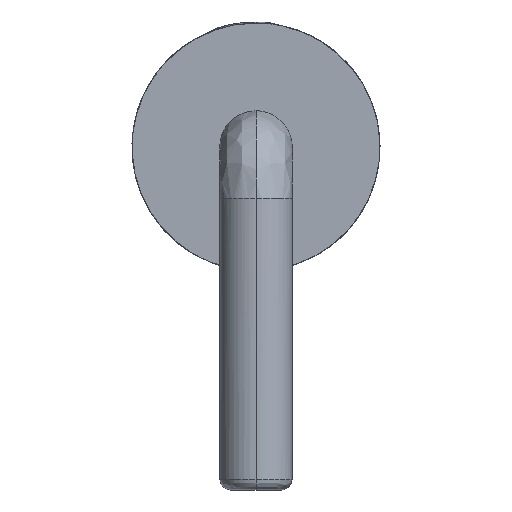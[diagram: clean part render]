
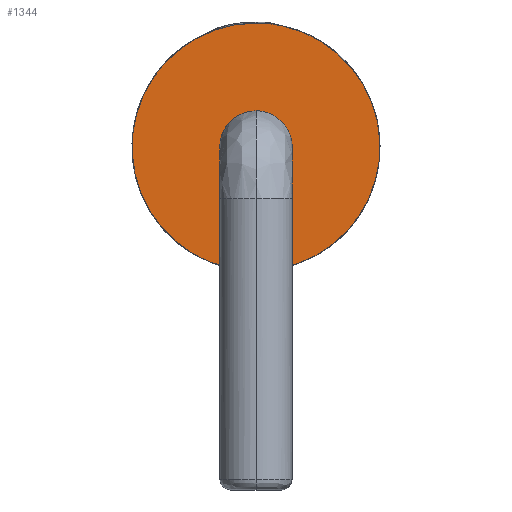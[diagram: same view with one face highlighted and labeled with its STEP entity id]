
A CAD part, left-side view. The second image highlights one B-rep face of the part: STEP entity #1344.
In plain terms, the highlighted free-form (B-spline) face has degree [1, 1] with [2, 2] control points.
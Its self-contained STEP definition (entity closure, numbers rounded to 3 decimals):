
#40 = CARTESIAN_POINT ( 'NONE',  ( -2.5, 0., 2.52 ) ) ;
#91 = CARTESIAN_POINT ( 'NONE',  ( -2.5, 0., 0.12 ) ) ;
#124 = EDGE_CURVE ( 'NONE', #1718, #2712, #325, .T. ) ;
#132 = CARTESIAN_POINT ( 'NONE',  ( -2.5, -0.315, 2.52 ) ) ;
#146 = CARTESIAN_POINT ( 'NONE',  ( -2.5, 0.315, 0.12 ) ) ;
#198 = CARTESIAN_POINT ( 'NONE',  ( -2.5, 1.214, 2.534 ) ) ;
#199 = EDGE_CURVE ( 'NONE', #1190, #703, #582, .T. ) ;
#221 = CARTESIAN_POINT ( 'NONE',  ( -2.5, 0., 0.97 ) ) ;
#233 = CARTESIAN_POINT ( 'NONE',  ( -2.5, 0.35, 1.32 ) ) ;
#255 = ORIENTED_EDGE ( 'NONE', *, *, #124, .T. ) ;
#325 = B_SPLINE_CURVE_WITH_KNOTS ( 'NONE', 3,
 ( #1682, #2343, #2326, #387, #1450, #1439, #2105, #1456, #146, #785 ),
 .UNSPECIFIED., .F., .F.,
 ( 4, 2, 2, 2, 4 ),
 ( 0., 0.785, 1.571, 2.356, 3.142 ),
 .UNSPECIFIED. ) ;
#345 = CARTESIAN_POINT ( 'NONE',  ( -2.5, -0.626, 0.249 ) ) ;
#387 = CARTESIAN_POINT ( 'NONE',  ( -2.5, 1.071, 1.946 ) ) ;
#403 = B_SPLINE_SURFACE_WITH_KNOTS ( 'NONE', 1, 1, ( 
 ( #2804, #198 ),
 ( #2372, #1938 ) ),
 .UNSPECIFIED., .F., .F., .F.,
 ( 2, 2 ),
 ( 2, 2 ),
 ( 0., 1. ),
 ( 0., 1. ),
 .UNSPECIFIED. ) ;
#582 =( BOUNDED_CURVE ( )  B_SPLINE_CURVE ( 3, ( #1193, #1207, #2119, #2092 ),
 .UNSPECIFIED., .F., .T. ) 
 B_SPLINE_CURVE_WITH_KNOTS ( ( 4, 4 ),
 ( -3.142, 0. ),
 .UNSPECIFIED. ) 
 CURVE ( )  GEOMETRIC_REPRESENTATION_ITEM ( )  RATIONAL_B_SPLINE_CURVE ( ( 1., 0.333, 0.333, 1. ) ) 
 REPRESENTATION_ITEM ( '' )  );
#684 = CARTESIAN_POINT ( 'NONE',  ( -2.5, 0., 1.67 ) ) ;
#703 = VERTEX_POINT ( 'NONE', #2154 ) ;
#739 = EDGE_CURVE ( 'NONE', #2712, #1718, #1790, .T. ) ;
#785 = CARTESIAN_POINT ( 'NONE',  ( -2.5, 0., 0.12 ) ) ;
#796 = FACE_BOUND ( 'NONE', #1367, .T. ) ;
#979 = EDGE_CURVE ( 'NONE', #703, #1190, #2751, .T. ) ;
#1020 = CARTESIAN_POINT ( 'NONE',  ( -2.5, 0., 0.97 ) ) ;
#1190 = VERTEX_POINT ( 'NONE', #1020 ) ;
#1193 = CARTESIAN_POINT ( 'NONE',  ( -2.5, 0., 0.97 ) ) ;
#1207 = CARTESIAN_POINT ( 'NONE',  ( -2.5, -0.7, 0.97 ) ) ;
#1286 = CARTESIAN_POINT ( 'NONE',  ( -2.5, 0.205, 0.97 ) ) ;
#1344 = ADVANCED_FACE ( 'NONE', ( #796, #1593 ), #403, .F. ) ;
#1367 = EDGE_LOOP ( 'NONE', ( #2358, #1772 ) ) ;
#1408 = CARTESIAN_POINT ( 'NONE',  ( -2.5, -1.071, 0.694 ) ) ;
#1439 = CARTESIAN_POINT ( 'NONE',  ( -2.5, 1.2, 1.005 ) ) ;
#1450 = CARTESIAN_POINT ( 'NONE',  ( -2.5, 1.2, 1.635 ) ) ;
#1456 = CARTESIAN_POINT ( 'NONE',  ( -2.5, 0.626, 0.249 ) ) ;
#1525 = CARTESIAN_POINT ( 'NONE',  ( -2.5, 0.35, 1.525 ) ) ;
#1593 = FACE_OUTER_BOUND ( 'NONE', #1625, .T. ) ;
#1625 = EDGE_LOOP ( 'NONE', ( #1721, #255 ) ) ;
#1639 = CARTESIAN_POINT ( 'NONE',  ( -2.5, -1.2, 1.005 ) ) ;
#1649 = CARTESIAN_POINT ( 'NONE',  ( -2.5, 0., 2.52 ) ) ;
#1661 = CARTESIAN_POINT ( 'NONE',  ( -2.5, -1.071, 1.946 ) ) ;
#1682 = CARTESIAN_POINT ( 'NONE',  ( -2.5, 0., 2.52 ) ) ;
#1718 = VERTEX_POINT ( 'NONE', #40 ) ;
#1721 = ORIENTED_EDGE ( 'NONE', *, *, #739, .T. ) ;
#1772 = ORIENTED_EDGE ( 'NONE', *, *, #979, .F. ) ;
#1790 = B_SPLINE_CURVE_WITH_KNOTS ( 'NONE', 3,
 ( #2116, #2730, #345, #1408, #1639, #2309, #1661, #2531, #132, #1649 ),
 .UNSPECIFIED., .F., .F.,
 ( 4, 2, 2, 2, 4 ),
 ( 0., 0.785, 1.571, 2.356, 3.142 ),
 .UNSPECIFIED. ) ;
#1938 = CARTESIAN_POINT ( 'NONE',  ( -2.5, 1.214, 0.106 ) ) ;
#2092 = CARTESIAN_POINT ( 'NONE',  ( -2.5, 0., 1.67 ) ) ;
#2105 = CARTESIAN_POINT ( 'NONE',  ( -2.5, 1.071, 0.694 ) ) ;
#2116 = CARTESIAN_POINT ( 'NONE',  ( -2.5, 0., 0.12 ) ) ;
#2119 = CARTESIAN_POINT ( 'NONE',  ( -2.5, -0.7, 1.67 ) ) ;
#2154 = CARTESIAN_POINT ( 'NONE',  ( -2.5, 0., 1.67 ) ) ;
#2184 = CARTESIAN_POINT ( 'NONE',  ( -2.5, 0.205, 1.67 ) ) ;
#2309 = CARTESIAN_POINT ( 'NONE',  ( -2.5, -1.2, 1.635 ) ) ;
#2326 = CARTESIAN_POINT ( 'NONE',  ( -2.5, 0.626, 2.391 ) ) ;
#2343 = CARTESIAN_POINT ( 'NONE',  ( -2.5, 0.315, 2.52 ) ) ;
#2358 = ORIENTED_EDGE ( 'NONE', *, *, #199, .F. ) ;
#2372 = CARTESIAN_POINT ( 'NONE',  ( -2.5, -1.214, 0.106 ) ) ;
#2531 = CARTESIAN_POINT ( 'NONE',  ( -2.5, -0.626, 2.391 ) ) ;
#2603 = CARTESIAN_POINT ( 'NONE',  ( -2.5, 0.35, 1.115 ) ) ;
#2712 = VERTEX_POINT ( 'NONE', #91 ) ;
#2730 = CARTESIAN_POINT ( 'NONE',  ( -2.5, -0.315, 0.12 ) ) ;
#2751 =( BOUNDED_CURVE ( )  B_SPLINE_CURVE ( 3, ( #684, #2184, #1525, #233, #2603, #1286, #221 ),
 .UNSPECIFIED., .F., .F. ) 
 B_SPLINE_CURVE_WITH_KNOTS ( ( 4, 3, 4 ),
 ( -3.142, -1.571, 0. ),
 .UNSPECIFIED. ) 
 CURVE ( )  GEOMETRIC_REPRESENTATION_ITEM ( )  RATIONAL_B_SPLINE_CURVE ( ( 1., 0.805, 0.805, 1., 0.805, 0.805, 1. ) ) 
 REPRESENTATION_ITEM ( '' )  );
#2804 = CARTESIAN_POINT ( 'NONE',  ( -2.5, -1.214, 2.534 ) ) ;
